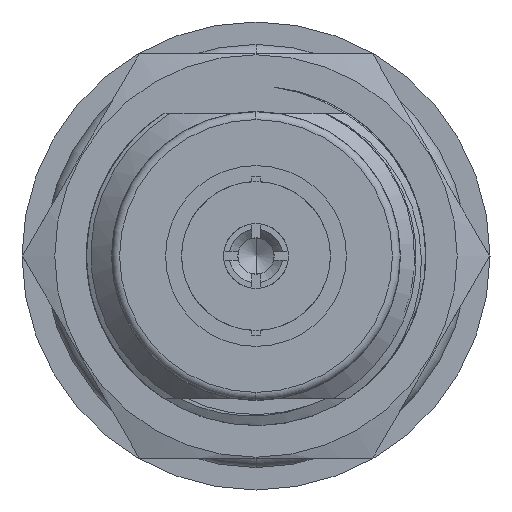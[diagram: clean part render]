
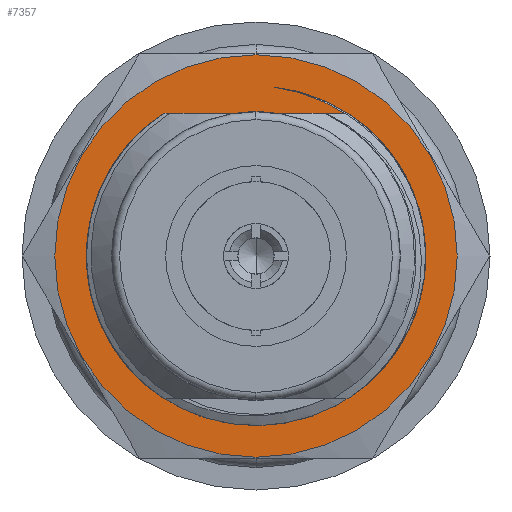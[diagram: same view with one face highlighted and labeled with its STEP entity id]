
A CAD part, left-side view. The second image highlights one B-rep face of the part: STEP entity #7357.
In plain terms, the highlighted planar face has unit normal (-1, 0, 0).
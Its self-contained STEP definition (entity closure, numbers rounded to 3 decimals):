
#1601=CARTESIAN_POINT('',(-7.712,0.,0.));
#1602=DIRECTION('',(-1.,0.,0.));
#1603=DIRECTION('',(0.,0.,-1.));
#1604=AXIS2_PLACEMENT_3D('',#1601,#1602,#1603);
#1606=CARTESIAN_POINT('',(-7.712,0.,0.));
#1607=DIRECTION('',(1.,0.,0.));
#1608=DIRECTION('',(0.,0.,-1.));
#1609=AXIS2_PLACEMENT_3D('',#1606,#1607,#1608);
#1611=CARTESIAN_POINT('',(-7.712,5.641,5.638));
#1612=CARTESIAN_POINT('',(-7.712,5.951,5.328));
#1613=CARTESIAN_POINT('',(-7.712,6.51,4.668));
#1614=CARTESIAN_POINT('',(-7.712,7.183,3.547));
#1615=CARTESIAN_POINT('',(-7.712,7.664,2.333));
#1616=CARTESIAN_POINT('',(-7.712,7.941,1.056));
#1617=CARTESIAN_POINT('',(-7.712,8.007,
-0.248));
#1618=CARTESIAN_POINT('',(-7.712,7.861,
-1.546));
#1619=CARTESIAN_POINT('',(-7.712,7.505,
-2.802));
#1620=CARTESIAN_POINT('',(-7.712,6.95,
-3.984));
#1621=CARTESIAN_POINT('',(-7.712,6.21,
-5.061));
#1622=CARTESIAN_POINT('',(-7.712,5.305,
-6.003));
#1623=CARTESIAN_POINT('',(-7.712,4.259,
-6.785));
#1624=CARTESIAN_POINT('',(-7.712,3.1,
-7.387));
#1625=CARTESIAN_POINT('',(-7.712,1.859,
-7.792));
#1626=CARTESIAN_POINT('',(-7.712,0.568,
-7.991));
#1627=CARTESIAN_POINT('',(-7.712,-0.738,
-7.977));
#1628=CARTESIAN_POINT('',(-7.712,-2.024,
-7.751));
#1629=CARTESIAN_POINT('',(-7.712,-3.257,
-7.319));
#1630=CARTESIAN_POINT('',(-7.712,-4.402,
-6.693));
#1631=CARTESIAN_POINT('',(-7.712,-5.431,
-5.889));
#1632=CARTESIAN_POINT('',(-7.712,-6.316,
-4.928));
#1633=CARTESIAN_POINT('',(-7.712,-7.033,
-3.837));
#1634=CARTESIAN_POINT('',(-7.712,-7.563,
-2.643));
#1635=CARTESIAN_POINT('',(-7.712,-7.891,
-1.379));
#1636=CARTESIAN_POINT('',(-7.712,-8.011,
-0.079));
#1637=CARTESIAN_POINT('',(-7.712,-7.917,
1.224));
#1638=CARTESIAN_POINT('',(-7.712,-7.613,
2.494));
#1639=CARTESIAN_POINT('',(-7.712,-7.107,
3.698));
#1640=CARTESIAN_POINT('',(-7.712,-6.411,
4.803));
#1641=CARTESIAN_POINT('',(-7.712,-5.546,
5.781));
#1642=CARTESIAN_POINT('',(-7.712,-4.533,
6.605));
#1643=CARTESIAN_POINT('',(-7.712,-3.4,
7.254));
#1644=CARTESIAN_POINT('',(-7.712,-2.174,
7.71));
#1645=CARTESIAN_POINT('',(-7.712,-1.325,
7.877));
#1646=CARTESIAN_POINT('',(-7.712,-0.89,
7.926));
#1648=DIRECTION('',(0.,1.,0.));
#1649=VECTOR('',#1648,8.493);
#1650=CARTESIAN_POINT('',(-7.712,-4.166,6.7));
#1651=LINE('',#1650,#1649);
#1970=CARTESIAN_POINT('',(-7.712,-0.89,
7.926));
#1971=CARTESIAN_POINT('',(-7.712,-1.285,
7.872));
#1972=CARTESIAN_POINT('',(-7.712,-2.053,
7.707));
#1973=CARTESIAN_POINT('',(-7.712,-3.156,
7.294));
#1974=CARTESIAN_POINT('',(-7.712,-3.838,
6.916));
#1975=CARTESIAN_POINT('',(-7.712,-4.166,6.7));
#2585=CARTESIAN_POINT('',(-7.712,0.,0.));
#2586=DIRECTION('',(1.,0.,0.));
#2587=DIRECTION('',(0.,0.707,0.707));
#2588=AXIS2_PLACEMENT_3D('',#2585,#2586,#2587);
#4039=CARTESIAN_POINT('',(-7.712,-0.89,
7.926));
#5788=CARTESIAN_POINT('',(-7.712,5.641,5.638));
#5789=VERTEX_POINT('',#5788);
#5887=VERTEX_POINT('',#4039);
#5954=CARTESIAN_POINT('',(-7.712,0.,-9.46));
#5955=CARTESIAN_POINT('',(-7.712,0.,9.46));
#5956=VERTEX_POINT('',#5954);
#5957=VERTEX_POINT('',#5955);
#5981=CARTESIAN_POINT('',(-7.712,4.327,6.7));
#5982=VERTEX_POINT('',#5981);
#6000=VERTEX_POINT('',#1975);
#7338=CARTESIAN_POINT('',(-7.712,0.,0.));
#7339=DIRECTION('',(1.,0.,0.));
#7340=DIRECTION('',(0.,0.,1.));
#7341=AXIS2_PLACEMENT_3D('',#7338,#7339,#7340);
#7342=PLANE('',#7341);
#7343=ORIENTED_EDGE('',*,*,#7300,.F.);
#7344=ORIENTED_EDGE('',*,*,#7318,.T.);
#7345=EDGE_LOOP('',(#7343,#7344));
#7346=FACE_OUTER_BOUND('',#7345,.F.);
#7348=ORIENTED_EDGE('',*,*,#7347,.T.);
#7350=ORIENTED_EDGE('',*,*,#7349,.T.);
#7352=ORIENTED_EDGE('',*,*,#7351,.T.);
#7354=ORIENTED_EDGE('',*,*,#7353,.F.);
#7355=EDGE_LOOP('',(#7348,#7350,#7352,#7354));
#7356=FACE_BOUND('',#7355,.F.);
#1605=CIRCLE('',#1604,9.46);
#1610=CIRCLE('',#1609,9.46);
#1647=B_SPLINE_CURVE_WITH_KNOTS('',3,(#1611,#1612,#1613,#1614,#1615,#1616,#1617,
#1618,#1619,#1620,#1621,#1622,#1623,#1624,#1625,#1626,#1627,#1628,#1629,#1630,
#1631,#1632,#1633,#1634,#1635,#1636,#1637,#1638,#1639,#1640,#1641,#1642,#1643,
#1644,#1645,#1646),.UNSPECIFIED.,.F.,.F.,(4,1,1,1,1,1,1,1,1,1,1,1,1,1,1,1,1,1,1,
1,1,1,1,1,1,1,1,1,1,1,1,1,1,4),(0.,0.03,0.061,
0.091,0.121,0.152,0.182,
0.212,0.242,0.273,0.303,
0.333,0.364,0.394,0.424,
0.455,0.485,0.515,0.545,
0.576,0.606,0.636,0.667,
0.697,0.727,0.758,0.788,
0.818,0.848,0.879,0.909,
0.939,0.97,1.),.UNSPECIFIED.);
#1976=B_SPLINE_CURVE_WITH_KNOTS('',3,(#1970,#1971,#1972,#1973,#1974,#1975),
.UNSPECIFIED.,.F.,.F.,(4,1,1,4),(0.,0.333,0.667,1.),
.UNSPECIFIED.);
#2589=CIRCLE('',#2588,7.976);
#7300=EDGE_CURVE('',#5956,#5957,#1605,.T.);
#7318=EDGE_CURVE('',#5956,#5957,#1610,.T.);
#7347=EDGE_CURVE('',#5789,#5887,#1647,.T.);
#7349=EDGE_CURVE('',#5887,#6000,#1976,.T.);
#7351=EDGE_CURVE('',#6000,#5982,#1651,.T.);
#7353=EDGE_CURVE('',#5789,#5982,#2589,.T.);
#7357=ADVANCED_FACE('',(#7346,#7356),#7342,.F.);
